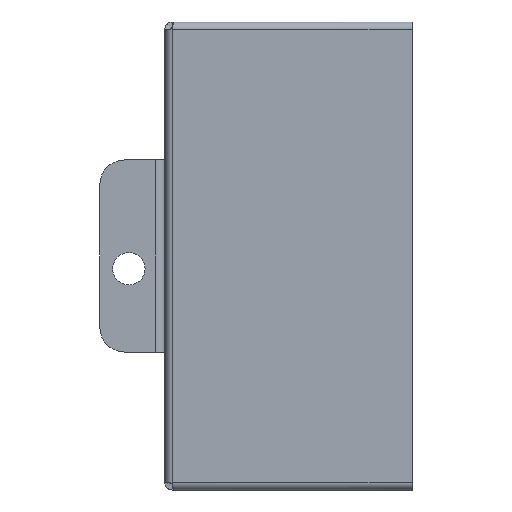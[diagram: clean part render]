
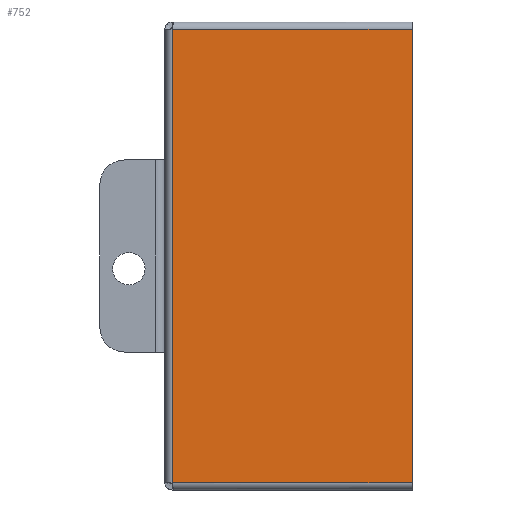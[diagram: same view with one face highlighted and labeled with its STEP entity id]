
A CAD part, left-side view. The second image highlights one B-rep face of the part: STEP entity #752.
In plain terms, the highlighted planar face has unit normal (-1, 0, 0).
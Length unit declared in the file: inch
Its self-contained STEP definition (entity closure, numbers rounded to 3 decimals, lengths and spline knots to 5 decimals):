
#276 = VECTOR ( 'NONE', #11312, 39.37008 ) ;
#378 = DIRECTION ( 'NONE',  ( 0., 1., 0. ) ) ;
#752 = ADVANCED_FACE ( 'NONE', ( #18369 ), #11464, .T. ) ;
#924 = CARTESIAN_POINT ( 'NONE',  ( -1.63, 0., -2.375 ) ) ;
#1609 = EDGE_CURVE ( 'NONE', #5802, #16994, #13277, .T. ) ;
#2066 = EDGE_CURVE ( 'NONE', #13179, #22538, #8025, .T. ) ;
#2559 = ORIENTED_EDGE ( 'NONE', *, *, #14864, .F. ) ;
#2718 = AXIS2_PLACEMENT_3D ( 'NONE', #11199, #23115, #9581 ) ;
#2830 = VECTOR ( 'NONE', #378, 39.37008 ) ;
#3641 = LINE ( 'NONE', #25274, #276 ) ;
#5802 = VERTEX_POINT ( 'NONE', #20522 ) ;
#5878 = ORIENTED_EDGE ( 'NONE', *, *, #1609, .T. ) ;
#8025 = LINE ( 'NONE', #10129, #11377 ) ;
#9581 = DIRECTION ( 'NONE',  ( 0., -1., 0. ) ) ;
#9929 = CARTESIAN_POINT ( 'NONE',  ( -1.63, 0., -2.3 ) ) ;
#10129 = CARTESIAN_POINT ( 'NONE',  ( -1.63, 2.435, -2.3 ) ) ;
#11199 = CARTESIAN_POINT ( 'NONE',  ( -1.63, 2.51, 0. ) ) ;
#11312 = DIRECTION ( 'NONE',  ( 0., 0., -1. ) ) ;
#11377 = VECTOR ( 'NONE', #20023, 39.37008 ) ;
#11464 = PLANE ( 'NONE',  #2718 ) ;
#13179 = VERTEX_POINT ( 'NONE', #24642 ) ;
#13277 = LINE ( 'NONE', #20682, #2830 ) ;
#14608 = EDGE_LOOP ( 'NONE', ( #20449, #22792, #2559, #5878 ) ) ;
#14864 = EDGE_CURVE ( 'NONE', #5802, #22538, #24643, .T. ) ;
#16994 = VERTEX_POINT ( 'NONE', #18947 ) ;
#18369 = FACE_OUTER_BOUND ( 'NONE', #14608, .T. ) ;
#18513 = DIRECTION ( 'NONE',  ( 0., 0., -1. ) ) ;
#18947 = CARTESIAN_POINT ( 'NONE',  ( -1.63, 2.435, 2.3 ) ) ;
#19098 = VECTOR ( 'NONE', #18513, 39.37008 ) ;
#20023 = DIRECTION ( 'NONE',  ( 0., -1., 0. ) ) ;
#20449 = ORIENTED_EDGE ( 'NONE', *, *, #24978, .T. ) ;
#20522 = CARTESIAN_POINT ( 'NONE',  ( -1.63, 0., 2.3 ) ) ;
#20682 = CARTESIAN_POINT ( 'NONE',  ( -1.63, -15.55, 2.3 ) ) ;
#22538 = VERTEX_POINT ( 'NONE', #9929 ) ;
#22792 = ORIENTED_EDGE ( 'NONE', *, *, #2066, .T. ) ;
#23115 = DIRECTION ( 'NONE',  ( -1., 0., 0. ) ) ;
#24642 = CARTESIAN_POINT ( 'NONE',  ( -1.63, 2.435, -2.3 ) ) ;
#24643 = LINE ( 'NONE', #924, #19098 ) ;
#24978 = EDGE_CURVE ( 'NONE', #16994, #13179, #3641, .T. ) ;
#25274 = CARTESIAN_POINT ( 'NONE',  ( -1.63, 2.435, 0. ) ) ;
